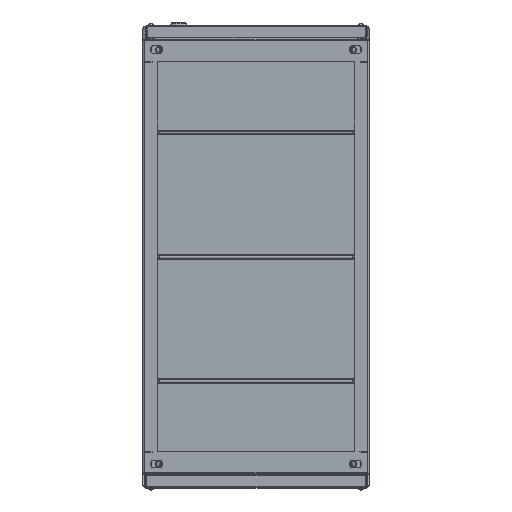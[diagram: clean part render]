
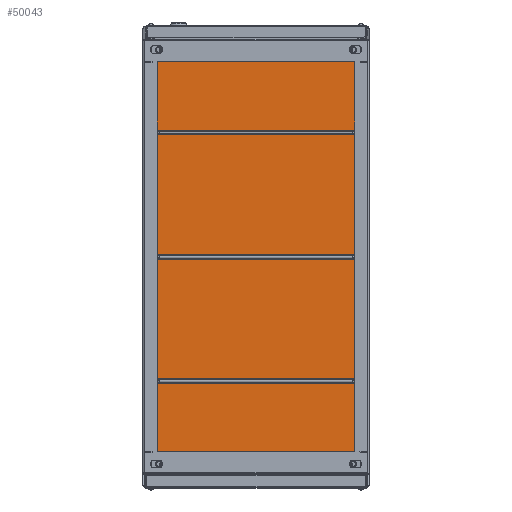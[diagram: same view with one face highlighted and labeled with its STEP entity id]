
A CAD part, front view. The second image highlights one B-rep face of the part: STEP entity #50043.
In plain terms, the highlighted planar face has unit normal (0, -1, 0).
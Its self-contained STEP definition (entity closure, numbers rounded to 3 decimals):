
#334 = ORIENTED_EDGE ( 'NONE', *, *, #49122, .T. ) ;
#2103 = CIRCLE ( 'NONE', #52328, 4. ) ;
#2288 = LINE ( 'NONE', #132153, #45150 ) ;
#2968 = DIRECTION ( 'NONE',  ( 0., 0., -1. ) ) ;
#3637 = CIRCLE ( 'NONE', #12471, 4. ) ;
#5316 = LINE ( 'NONE', #24655, #62512 ) ;
#7169 = DIRECTION ( 'NONE',  ( -1., 0., 0. ) ) ;
#7357 = DIRECTION ( 'NONE',  ( 0., 1., 0. ) ) ;
#7502 = ORIENTED_EDGE ( 'NONE', *, *, #98605, .T. ) ;
#7506 = EDGE_LOOP ( 'NONE', ( #54023, #28593, #40458, #88032 ) ) ;
#8558 = CIRCLE ( 'NONE', #77041, 4. ) ;
#10716 = EDGE_CURVE ( 'NONE', #77487, #84366, #91221, .T. ) ;
#11184 = VERTEX_POINT ( 'NONE', #17586 ) ;
#11753 = EDGE_CURVE ( 'NONE', #100199, #126493, #69342, .T. ) ;
#11793 = CARTESIAN_POINT ( 'NONE',  ( 171.4, 2000., -216. ) ) ;
#12471 = AXIS2_PLACEMENT_3D ( 'NONE', #105378, #139938, #2968 ) ;
#12770 = ORIENTED_EDGE ( 'NONE', *, *, #76254, .T. ) ;
#13097 = DIRECTION ( 'NONE',  ( 0., 0., 1. ) ) ;
#15508 = CARTESIAN_POINT ( 'NONE',  ( 200., 2000., -385. ) ) ;
#17586 = CARTESIAN_POINT ( 'NONE',  ( 171.4, 2000., -224. ) ) ;
#18570 = DIRECTION ( 'NONE',  ( 1., 0., 0. ) ) ;
#18751 = DIRECTION ( 'NONE',  ( -1., 0., 0. ) ) ;
#19280 = VECTOR ( 'NONE', #64321, 1000. ) ;
#21939 = VERTEX_POINT ( 'NONE', #147557 ) ;
#23452 = EDGE_CURVE ( 'NONE', #142595, #84366, #56837, .T. ) ;
#24655 = CARTESIAN_POINT ( 'NONE',  ( 200., 2000., 385. ) ) ;
#25806 = CARTESIAN_POINT ( 'NONE',  ( -171.4, 2000., -4. ) ) ;
#26940 = VECTOR ( 'NONE', #83612, 1000. ) ;
#27184 = CARTESIAN_POINT ( 'NONE',  ( -171.4, 2000., 224. ) ) ;
#27993 = AXIS2_PLACEMENT_3D ( 'NONE', #75790, #7357, #87286 ) ;
#28436 = CARTESIAN_POINT ( 'NONE',  ( 171.4, 2000., 0. ) ) ;
#28593 = ORIENTED_EDGE ( 'NONE', *, *, #65390, .F. ) ;
#29064 = EDGE_CURVE ( 'NONE', #11184, #100199, #112048, .T. ) ;
#30489 = ORIENTED_EDGE ( 'NONE', *, *, #38758, .T. ) ;
#31908 = VERTEX_POINT ( 'NONE', #107984 ) ;
#32705 = CIRCLE ( 'NONE', #71994, 4. ) ;
#33832 = EDGE_CURVE ( 'NONE', #51535, #142595, #5316, .T. ) ;
#35438 = ORIENTED_EDGE ( 'NONE', *, *, #29064, .T. ) ;
#37945 = LINE ( 'NONE', #27184, #109365 ) ;
#38758 = EDGE_CURVE ( 'NONE', #142502, #100746, #92108, .T. ) ;
#39303 = EDGE_LOOP ( 'NONE', ( #86784, #12770, #126126, #105038 ) ) ;
#39935 = CARTESIAN_POINT ( 'NONE',  ( -171.4, 2000., 4. ) ) ;
#40458 = ORIENTED_EDGE ( 'NONE', *, *, #33832, .T. ) ;
#41208 = CARTESIAN_POINT ( 'NONE',  ( -171.4, 2000., -216. ) ) ;
#43880 = VECTOR ( 'NONE', #68083, 1000. ) ;
#45150 = VECTOR ( 'NONE', #7169, 1000. ) ;
#45970 = VECTOR ( 'NONE', #18751, 1000. ) ;
#46906 = VERTEX_POINT ( 'NONE', #87335 ) ;
#47423 = LINE ( 'NONE', #79585, #43880 ) ;
#48418 = EDGE_CURVE ( 'NONE', #21939, #89663, #32705, .T. ) ;
#48680 = CARTESIAN_POINT ( 'NONE',  ( 200., 2000., 385. ) ) ;
#49122 = EDGE_CURVE ( 'NONE', #31908, #142502, #68075, .T. ) ;
#49349 = ORIENTED_EDGE ( 'NONE', *, *, #11753, .T. ) ;
#50043 = ADVANCED_FACE ( 'NONE', ( #87525, #144865, #148465, #146608 ), #85700, .T. ) ;
#50346 = ORIENTED_EDGE ( 'NONE', *, *, #122495, .T. ) ;
#50756 = CARTESIAN_POINT ( 'NONE',  ( 200., 2000., 385. ) ) ;
#51230 = CARTESIAN_POINT ( 'NONE',  ( -200., 2000., -385. ) ) ;
#51394 = CARTESIAN_POINT ( 'NONE',  ( -200., 2000., 385. ) ) ;
#51535 = VERTEX_POINT ( 'NONE', #92199 ) ;
#52328 = AXIS2_PLACEMENT_3D ( 'NONE', #28436, #75248, #109708 ) ;
#52458 = DIRECTION ( 'NONE',  ( -1., 0., 0. ) ) ;
#54023 = ORIENTED_EDGE ( 'NONE', *, *, #10716, .F. ) ;
#56837 = LINE ( 'NONE', #97812, #19280 ) ;
#57740 = VECTOR ( 'NONE', #75600, 1000. ) ;
#58227 = EDGE_CURVE ( 'NONE', #132779, #11184, #8558, .T. ) ;
#59518 = CARTESIAN_POINT ( 'NONE',  ( 171.4, 2000., 4. ) ) ;
#62254 = DIRECTION ( 'NONE',  ( 0., 0., -1. ) ) ;
#62512 = VECTOR ( 'NONE', #13097, 1000. ) ;
#62593 = CARTESIAN_POINT ( 'NONE',  ( -200., 2000., 385. ) ) ;
#64321 = DIRECTION ( 'NONE',  ( -1., 0., 0. ) ) ;
#64385 = CARTESIAN_POINT ( 'NONE',  ( -171.4, 2000., -216. ) ) ;
#65390 = EDGE_CURVE ( 'NONE', #51535, #77487, #76401, .T. ) ;
#68075 = LINE ( 'NONE', #125440, #93136 ) ;
#68083 = DIRECTION ( 'NONE',  ( 1., 0., 0. ) ) ;
#69342 = CIRCLE ( 'NONE', #27993, 4. ) ;
#69477 = AXIS2_PLACEMENT_3D ( 'NONE', #50756, #106195, #62254 ) ;
#71994 = AXIS2_PLACEMENT_3D ( 'NONE', #75360, #129391, #72380 ) ;
#72380 = DIRECTION ( 'NONE',  ( 0., 0., -1. ) ) ;
#75248 = DIRECTION ( 'NONE',  ( 0., 1., 0. ) ) ;
#75360 = CARTESIAN_POINT ( 'NONE',  ( 171.4, 2000., 220. ) ) ;
#75600 = DIRECTION ( 'NONE',  ( 1., 0., 0. ) ) ;
#75790 = CARTESIAN_POINT ( 'NONE',  ( -171.4, 2000., -220. ) ) ;
#76254 = EDGE_CURVE ( 'NONE', #142374, #21939, #37945, .T. ) ;
#76401 = LINE ( 'NONE', #15508, #119466 ) ;
#77041 = AXIS2_PLACEMENT_3D ( 'NONE', #121218, #96739, #109665 ) ;
#77487 = VERTEX_POINT ( 'NONE', #51230 ) ;
#79585 = CARTESIAN_POINT ( 'NONE',  ( -171.4, 2000., 4. ) ) ;
#83612 = DIRECTION ( 'NONE',  ( 0., 0., 1. ) ) ;
#84366 = VERTEX_POINT ( 'NONE', #51394 ) ;
#85700 = PLANE ( 'NONE',  #69477 ) ;
#86784 = ORIENTED_EDGE ( 'NONE', *, *, #129745, .T. ) ;
#87072 = EDGE_CURVE ( 'NONE', #100746, #100159, #47423, .T. ) ;
#87165 = CARTESIAN_POINT ( 'NONE',  ( -171.4, 2000., -224. ) ) ;
#87286 = DIRECTION ( 'NONE',  ( 0., 0., -1. ) ) ;
#87335 = CARTESIAN_POINT ( 'NONE',  ( -171.4, 2000., 216. ) ) ;
#87525 = FACE_BOUND ( 'NONE', #91499, .T. ) ;
#88032 = ORIENTED_EDGE ( 'NONE', *, *, #23452, .T. ) ;
#89663 = VERTEX_POINT ( 'NONE', #118308 ) ;
#89980 = DIRECTION ( 'NONE',  ( -1., 0., 0. ) ) ;
#91221 = LINE ( 'NONE', #62593, #26940 ) ;
#91499 = EDGE_LOOP ( 'NONE', ( #30489, #110368, #7502, #334 ) ) ;
#92108 = CIRCLE ( 'NONE', #108750, 4. ) ;
#92199 = CARTESIAN_POINT ( 'NONE',  ( 200., 2000., -385. ) ) ;
#93136 = VECTOR ( 'NONE', #89980, 1000. ) ;
#96739 = DIRECTION ( 'NONE',  ( 0., 1., 0. ) ) ;
#97812 = CARTESIAN_POINT ( 'NONE',  ( 200., 2000., 385. ) ) ;
#98605 = EDGE_CURVE ( 'NONE', #100159, #31908, #2103, .T. ) ;
#98700 = DIRECTION ( 'NONE',  ( 0., 1., 0. ) ) ;
#99565 = ORIENTED_EDGE ( 'NONE', *, *, #58227, .T. ) ;
#100159 = VERTEX_POINT ( 'NONE', #59518 ) ;
#100199 = VERTEX_POINT ( 'NONE', #130487 ) ;
#100746 = VERTEX_POINT ( 'NONE', #39935 ) ;
#105038 = ORIENTED_EDGE ( 'NONE', *, *, #145079, .T. ) ;
#105378 = CARTESIAN_POINT ( 'NONE',  ( -171.4, 2000., 220. ) ) ;
#106195 = DIRECTION ( 'NONE',  ( 0., -1., 0. ) ) ;
#107298 = CARTESIAN_POINT ( 'NONE',  ( -171.4, 2000., 0. ) ) ;
#107984 = CARTESIAN_POINT ( 'NONE',  ( 171.4, 2000., -4. ) ) ;
#108750 = AXIS2_PLACEMENT_3D ( 'NONE', #107298, #98700, #132784 ) ;
#109365 = VECTOR ( 'NONE', #18570, 1000. ) ;
#109665 = DIRECTION ( 'NONE',  ( 0., 0., -1. ) ) ;
#109708 = DIRECTION ( 'NONE',  ( 0., 0., -1. ) ) ;
#110368 = ORIENTED_EDGE ( 'NONE', *, *, #87072, .T. ) ;
#112048 = LINE ( 'NONE', #87165, #45970 ) ;
#116196 = CARTESIAN_POINT ( 'NONE',  ( -171.4, 2000., 224. ) ) ;
#118308 = CARTESIAN_POINT ( 'NONE',  ( 171.4, 2000., 216. ) ) ;
#118541 = LINE ( 'NONE', #41208, #57740 ) ;
#119466 = VECTOR ( 'NONE', #52458, 1000. ) ;
#121218 = CARTESIAN_POINT ( 'NONE',  ( 171.4, 2000., -220. ) ) ;
#122495 = EDGE_CURVE ( 'NONE', #126493, #132779, #118541, .T. ) ;
#125440 = CARTESIAN_POINT ( 'NONE',  ( -171.4, 2000., -4. ) ) ;
#126126 = ORIENTED_EDGE ( 'NONE', *, *, #48418, .T. ) ;
#126493 = VERTEX_POINT ( 'NONE', #64385 ) ;
#127336 = EDGE_LOOP ( 'NONE', ( #49349, #50346, #99565, #35438 ) ) ;
#129391 = DIRECTION ( 'NONE',  ( 0., 1., 0. ) ) ;
#129745 = EDGE_CURVE ( 'NONE', #46906, #142374, #3637, .T. ) ;
#130487 = CARTESIAN_POINT ( 'NONE',  ( -171.4, 2000., -224. ) ) ;
#132153 = CARTESIAN_POINT ( 'NONE',  ( -171.4, 2000., 216. ) ) ;
#132779 = VERTEX_POINT ( 'NONE', #11793 ) ;
#132784 = DIRECTION ( 'NONE',  ( 0., 0., -1. ) ) ;
#139938 = DIRECTION ( 'NONE',  ( 0., 1., 0. ) ) ;
#142374 = VERTEX_POINT ( 'NONE', #116196 ) ;
#142502 = VERTEX_POINT ( 'NONE', #25806 ) ;
#142595 = VERTEX_POINT ( 'NONE', #48680 ) ;
#144865 = FACE_BOUND ( 'NONE', #127336, .T. ) ;
#145079 = EDGE_CURVE ( 'NONE', #89663, #46906, #2288, .T. ) ;
#146608 = FACE_OUTER_BOUND ( 'NONE', #7506, .T. ) ;
#147557 = CARTESIAN_POINT ( 'NONE',  ( 171.4, 2000., 224. ) ) ;
#148465 = FACE_BOUND ( 'NONE', #39303, .T. ) ;
